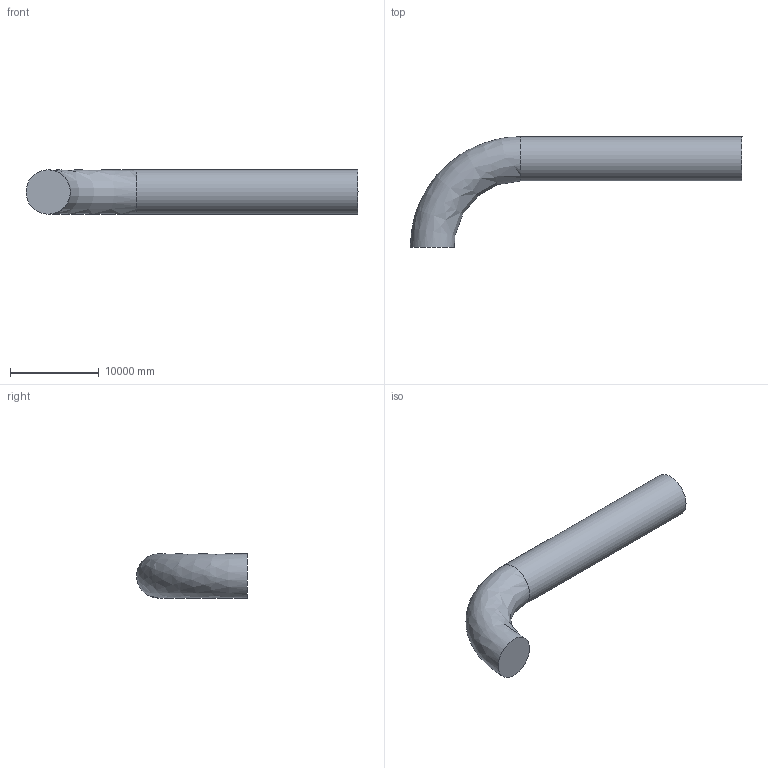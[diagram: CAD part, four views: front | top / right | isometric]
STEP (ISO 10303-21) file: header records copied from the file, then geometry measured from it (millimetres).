
FILE_DESCRIPTION(('Open CASCADE Model'),'2;1');
FILE_NAME('Open CASCADE Shape Model','2021-10-28T16:25:21',('Author'),( 'Open CASCADE'),'Open CASCADE STEP processor 7.3','Open CASCADE 7.3' ,'Unknown');
FILE_SCHEMA(('AUTOMOTIVE_DESIGN { 1 0 10303 214 1 1 1 1 }'));
Length unit declared in the file: metre
Products named in the file (1): Open CASCADE STEP translator 7.3 3
Bounding box: 37500.19 x 12500.76 x 5000 mm (x, y, z)
Volume: 799313831597.6 mm3; surface area: 678720974.4 mm2
Topology: 1 solids, 1 shells, 4 faces, 5 edges, 3 vertices
Faces by surface type: plane 2, extrusion 1, revolution 1
Entity records: 167 total; most frequent: DIRECTION 31, CARTESIAN_POINT 24, ORIENTED_EDGE 10, PCURVE 10, DEFINITIONAL_REPRESENTATION 10, VECTOR 10, AXIS2_PLACEMENT_3D 9, LINE 9
